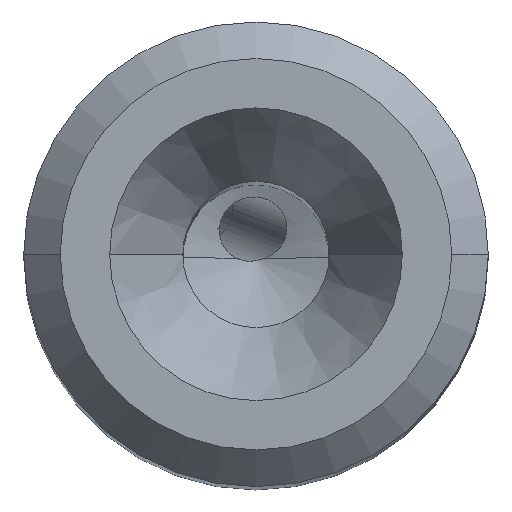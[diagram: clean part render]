
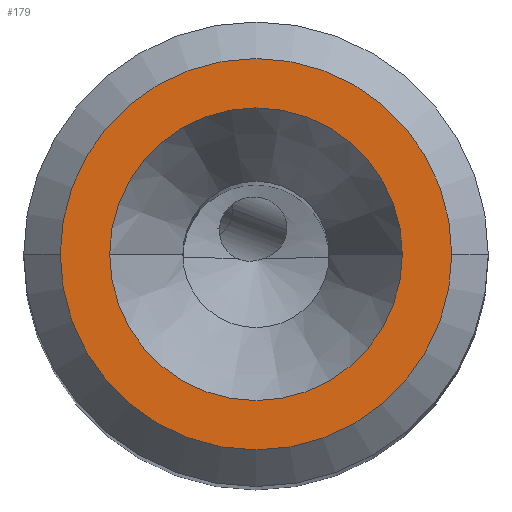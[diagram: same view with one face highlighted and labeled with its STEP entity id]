
A CAD part, top view. The second image highlights one B-rep face of the part: STEP entity #179.
In plain terms, the highlighted planar face has unit normal (0, 0, 1).
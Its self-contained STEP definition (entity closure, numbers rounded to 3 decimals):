
#67=FACE_BOUND('',#398,.T.);
#68=FACE_BOUND('',#399,.T.);
#179=ADVANCED_FACE('',(#67,#68),#244,.T.);
#244=PLANE('',#2254);
#398=EDGE_LOOP('',(#1081,#1082));
#399=EDGE_LOOP('',(#1083,#1084));
#669=CIRCLE('',#2246,5.35);
#670=CIRCLE('',#2248,5.35);
#672=CIRCLE('',#2252,4.);
#673=CIRCLE('',#2253,4.);
#1081=ORIENTED_EDGE('',*,*,#1760,.F.);
#1082=ORIENTED_EDGE('',*,*,#1762,.F.);
#1083=ORIENTED_EDGE('',*,*,#1764,.F.);
#1084=ORIENTED_EDGE('',*,*,#1765,.F.);
#1495=VERTEX_POINT('',#4147);
#1496=VERTEX_POINT('',#4149);
#1497=VERTEX_POINT('',#4157);
#1498=VERTEX_POINT('',#4158);
#1760=EDGE_CURVE('',#1495,#1496,#669,.T.);
#1762=EDGE_CURVE('',#1496,#1495,#670,.T.);
#1764=EDGE_CURVE('',#1497,#1498,#672,.T.);
#1765=EDGE_CURVE('',#1498,#1497,#673,.T.);
#2246=AXIS2_PLACEMENT_3D('',#4148,#2664,#2665);
#2248=AXIS2_PLACEMENT_3D('',#4152,#2669,#2670);
#2252=AXIS2_PLACEMENT_3D('',#4156,#2677,#2678);
#2253=AXIS2_PLACEMENT_3D('',#4159,#2679,#2680);
#2254=AXIS2_PLACEMENT_3D('',#4160,#2681,#2682);
#2664=DIRECTION('',(0.,0.,-1.));
#2665=DIRECTION('',(-1.,0.,0.));
#2669=DIRECTION('',(0.,0.,-1.));
#2670=DIRECTION('',(1.,0.,0.));
#2677=DIRECTION('',(0.,0.,1.));
#2678=DIRECTION('',(-1.,0.,0.));
#2679=DIRECTION('',(0.,0.,1.));
#2680=DIRECTION('',(1.,0.,0.));
#2681=DIRECTION('',(0.,0.,1.));
#2682=DIRECTION('',(1.,0.,0.));
#4147=CARTESIAN_POINT('',(-5.35,0.,0.));
#4148=CARTESIAN_POINT('',(0.,0.,0.));
#4149=CARTESIAN_POINT('',(5.35,0.,0.));
#4152=CARTESIAN_POINT('',(0.,0.,0.));
#4156=CARTESIAN_POINT('',(0.,0.,0.));
#4157=CARTESIAN_POINT('',(-4.,0.,0.));
#4158=CARTESIAN_POINT('',(4.,0.,0.));
#4159=CARTESIAN_POINT('',(0.,0.,0.));
#4160=CARTESIAN_POINT('',(0.,0.,0.));
